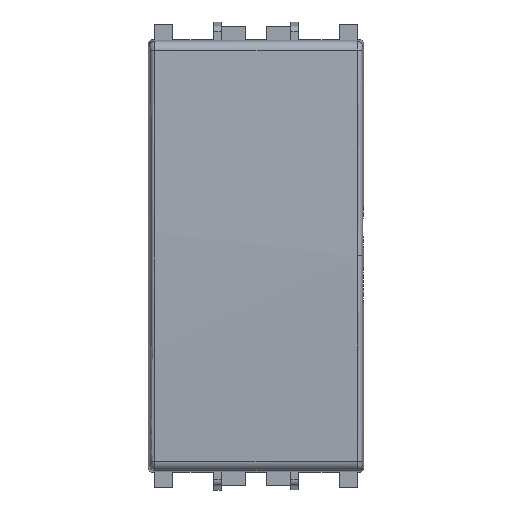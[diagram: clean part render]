
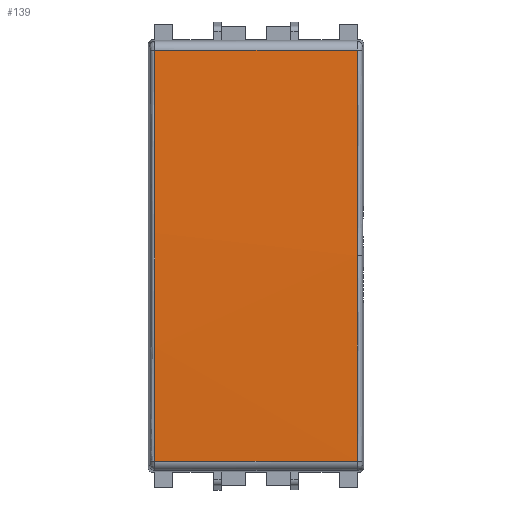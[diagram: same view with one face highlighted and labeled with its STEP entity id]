
A CAD part, top view. The second image highlights one B-rep face of the part: STEP entity #139.
In plain terms, the highlighted cylindrical face has radius 502 mm (diameter 1004 mm), a partial arc.
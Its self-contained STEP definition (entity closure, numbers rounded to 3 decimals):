
#122 = VERTEX_POINT ( 'NONE', #2298 ) ;
#139 = ADVANCED_FACE ( 'NONE', ( #4201 ), #3775, .T. ) ;
#172 = VERTEX_POINT ( 'NONE', #1570 ) ;
#188 = CARTESIAN_POINT ( 'NONE',  ( 66.713, 7.092, 10.7 ) ) ;
#403 = EDGE_CURVE ( 'NONE', #122, #1345, #3674, .T. ) ;
#420 = DIRECTION ( 'NONE',  ( 0., -1., 0. ) ) ;
#616 = EDGE_CURVE ( 'NONE', #1345, #946, #2762, .T. ) ;
#648 = VERTEX_POINT ( 'NONE', #3844 ) ;
#803 = CARTESIAN_POINT ( 'NONE',  ( 66.713, 0., 10.7 ) ) ;
#946 = VERTEX_POINT ( 'NONE', #803 ) ;
#1017 = CARTESIAN_POINT ( 'NONE',  ( 111.647, -21.272, 10.249 ) ) ;
#1048 = ORIENTED_EDGE ( 'NONE', *, *, #403, .T. ) ;
#1152 = CARTESIAN_POINT ( 'NONE',  ( 45.779, -21.272, 10.249 ) ) ;
#1193 = CARTESIAN_POINT ( 'NONE',  ( 111.647, 0., -491.3 ) ) ;
#1345 = VERTEX_POINT ( 'NONE', #1877 ) ;
#1546 = LINE ( 'NONE', #3778, #2730 ) ;
#1570 = CARTESIAN_POINT ( 'NONE',  ( 66.721, 21.272, 10.249 ) ) ;
#1607 = CARTESIAN_POINT ( 'NONE',  ( 66.716, -14.185, 10.55 ) ) ;
#1616 = ORIENTED_EDGE ( 'NONE', *, *, #4261, .T. ) ;
#1704 = EDGE_LOOP ( 'NONE', ( #3236, #1616, #1048, #2462, #3576 ) ) ;
#1877 = CARTESIAN_POINT ( 'NONE',  ( 66.721, -21.272, 10.249 ) ) ;
#1995 = CARTESIAN_POINT ( 'NONE',  ( 66.721, -21.272, 10.249 ) ) ;
#2065 = EDGE_CURVE ( 'NONE', #946, #172, #4656, .T. ) ;
#2298 = CARTESIAN_POINT ( 'NONE',  ( 45.779, -21.272, 10.249 ) ) ;
#2462 = ORIENTED_EDGE ( 'NONE', *, *, #616, .T. ) ;
#2480 = CARTESIAN_POINT ( 'NONE',  ( 66.713, 0., 10.7 ) ) ;
#2523 = DIRECTION ( 'NONE',  ( 1., 0., 0. ) ) ;
#2650 = DIRECTION ( 'NONE',  ( -1., 0., 0. ) ) ;
#2730 = VECTOR ( 'NONE', #2650, 1000. ) ;
#2762 = B_SPLINE_CURVE_WITH_KNOTS ( 'NONE', 3,
 ( #1995, #1607, #3544, #4321 ),
 .UNSPECIFIED., .F., .F.,
 ( 4, 4 ),
 ( 0., 1. ),
 .UNSPECIFIED. ) ;
#2842 = EDGE_CURVE ( 'NONE', #172, #648, #1546, .T. ) ;
#2945 = AXIS2_PLACEMENT_3D ( 'NONE', #1193, #3093, #420 ) ;
#3023 = VECTOR ( 'NONE', #2523, 1000. ) ;
#3026 = CARTESIAN_POINT ( 'NONE',  ( 45.789, 7.099, 10.85 ) ) ;
#3093 = DIRECTION ( 'NONE',  ( -1., 0., 0. ) ) ;
#3100 = CARTESIAN_POINT ( 'NONE',  ( 45.779, 21.272, 10.249 ) ) ;
#3236 = ORIENTED_EDGE ( 'NONE', *, *, #2842, .T. ) ;
#3544 = CARTESIAN_POINT ( 'NONE',  ( 66.713, -7.092, 10.7 ) ) ;
#3576 = ORIENTED_EDGE ( 'NONE', *, *, #2065, .T. ) ;
#3674 = LINE ( 'NONE', #1017, #3023 ) ;
#3775 = CYLINDRICAL_SURFACE ( 'NONE', #2945, 502. ) ;
#3778 = CARTESIAN_POINT ( 'NONE',  ( 111.647, 21.272, 10.249 ) ) ;
#3844 = CARTESIAN_POINT ( 'NONE',  ( 45.779, 21.272, 10.249 ) ) ;
#4159 = B_SPLINE_CURVE_WITH_KNOTS ( 'NONE', 3,
 ( #3100, #3026, #4528, #1152 ),
 .UNSPECIFIED., .F., .F.,
 ( 4, 4 ),
 ( 0., 1. ),
 .UNSPECIFIED. ) ;
#4201 = FACE_OUTER_BOUND ( 'NONE', #1704, .T. ) ;
#4261 = EDGE_CURVE ( 'NONE', #648, #122, #4159, .T. ) ;
#4321 = CARTESIAN_POINT ( 'NONE',  ( 66.713, 0., 10.7 ) ) ;
#4528 = CARTESIAN_POINT ( 'NONE',  ( 45.789, -7.099, 10.85 ) ) ;
#4656 = B_SPLINE_CURVE_WITH_KNOTS ( 'NONE', 3,
 ( #2480, #188, #4708, #4658 ),
 .UNSPECIFIED., .F., .F.,
 ( 4, 4 ),
 ( 0., 1. ),
 .UNSPECIFIED. ) ;
#4658 = CARTESIAN_POINT ( 'NONE',  ( 66.721, 21.272, 10.249 ) ) ;
#4708 = CARTESIAN_POINT ( 'NONE',  ( 66.716, 14.185, 10.55 ) ) ;
